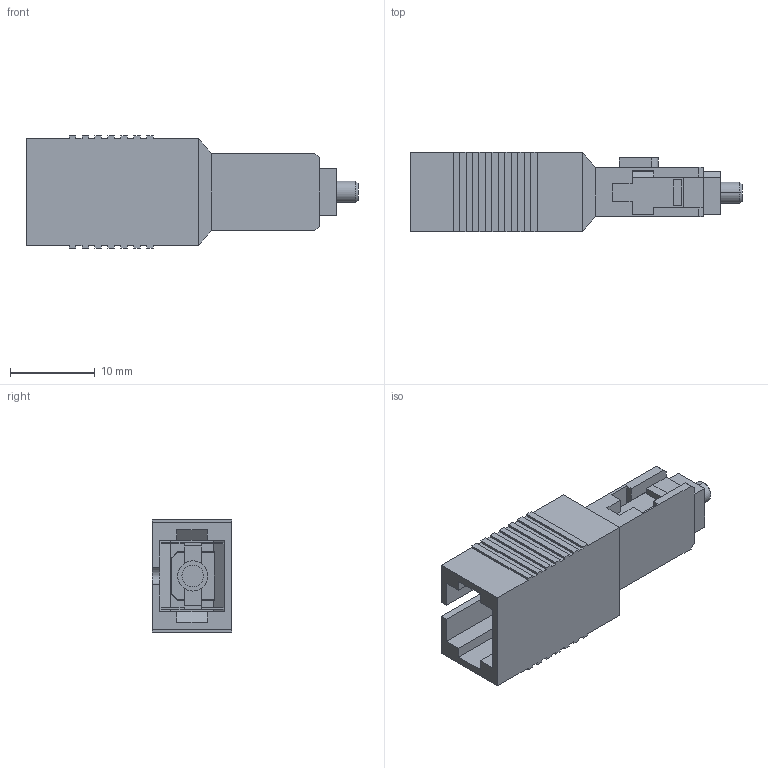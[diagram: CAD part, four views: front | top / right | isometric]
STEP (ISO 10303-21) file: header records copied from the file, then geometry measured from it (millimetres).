
FILE_DESCRIPTION (( 'STEP AP214' ), '1' );
FILE_NAME ('FOATSC-55_3D.STEP', '2020-11-12T21:43:52', ( '' ), ( '' ), 'SwSTEP 2.0', 'SolidWorks 2018', '' );
FILE_SCHEMA (( 'AUTOMOTIVE_DESIGN' ));
Length unit declared in the file: inch
Products named in the file (3): FOATSC-55_3D; FOATSC; FOATSC-INSIDE
Assembly tree (2 placements, depth 2):
  FOATSC-55_3D
    FOATSC
    FOATSC-INSIDE
Bounding box: 39.12 x 9.4 x 13.21 mm (x, y, z)
Volume: 1622.8 mm3; surface area: 3514.8 mm2
Topology: 3 solids, 3 shells, 213 faces, 578 edges, 374 vertices
Faces by surface type: plane 198, cylinder 13, cone 2
Entity records: 7232 total; most frequent: CARTESIAN_POINT 1170, ORIENTED_EDGE 1156, DIRECTION 1046, EDGE_CURVE 578, LINE 546, VECTOR 546, VERTEX_POINT 374, AXIS2_PLACEMENT_3D 250
